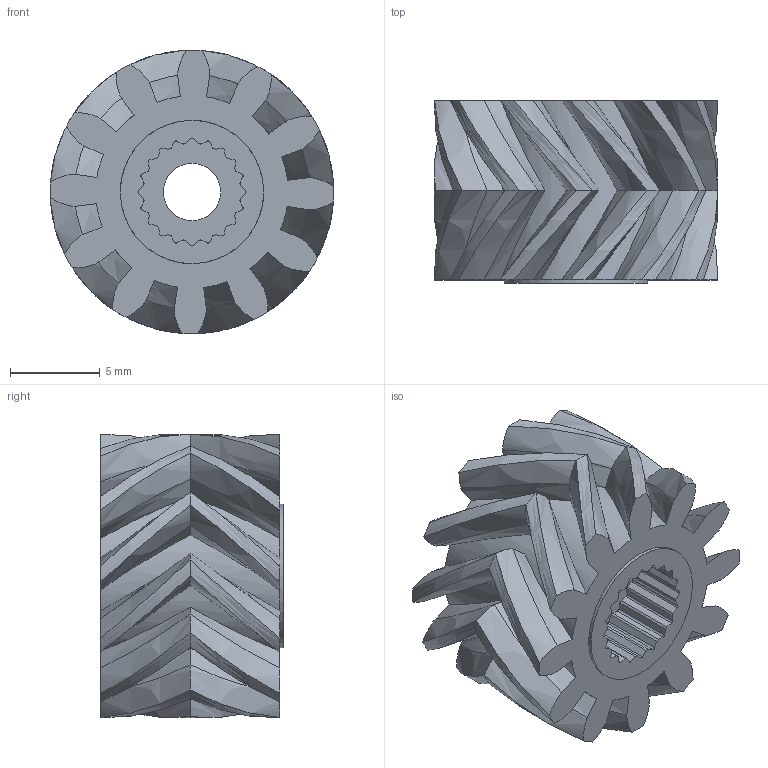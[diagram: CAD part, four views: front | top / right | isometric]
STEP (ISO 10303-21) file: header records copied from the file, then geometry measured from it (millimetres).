
FILE_DESCRIPTION(/* description */ (''),/* implementation_level */ '2;1');
FILE_NAME(/* name */ 'horn_gear.stp',/* time_stamp */ '2025-01-01T16:36:02-05:00',/* author */ ('Kenny'),/* organization */ (''),/* preprocessor_version */ 'ST-DEVELOPER v20',/* originating_system */ 'Autodesk Inventor 2025',/* authorisation */ '');
FILE_SCHEMA (('AUTOMOTIVE_DESIGN { 1 0 10303 214 3 1 1 }'));
Products named in the file (4): 12tooth_on_motor_horn_xm; screw_piece; 12t_gear; 3_percent_larger_for_printing_internal_of_horn_for_xc430
Assembly tree (3 placements, depth 2):
  12tooth_on_motor_horn_xm
    screw_piece
    12t_gear
    3_percent_larger_for_printing_internal_of_horn_for_xc430
Bounding box: 15.82 x 10.19 x 15.82 mm (x, y, z)
Volume: 1213 mm3; surface area: 2033.5 mm2
Topology: 3 solids, 3 shells, 224 faces, 603 edges, 386 vertices
Faces by surface type: bspline 120, cylinder 57, plane 47
Full cylindrical faces by diameter (mm): 3.2 x1, 5 x1, 8 x3
Entity records: 70169 total; most frequent: CARTESIAN_POINT 65000, ORIENTED_EDGE 1206, DIRECTION 759, EDGE_CURVE 603, VERTEX_POINT 386, AXIS2_PLACEMENT_3D 261, LINE 237, VECTOR 237
